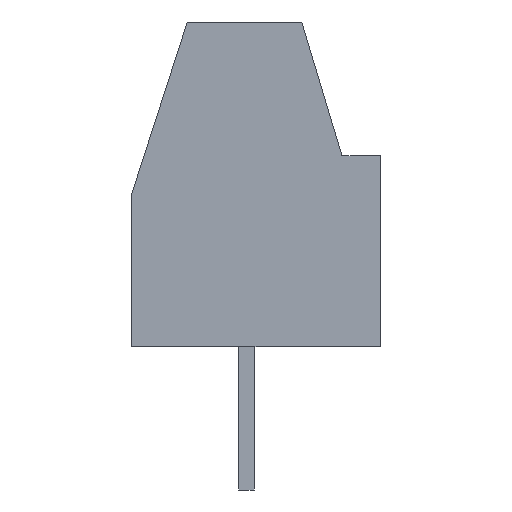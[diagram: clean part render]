
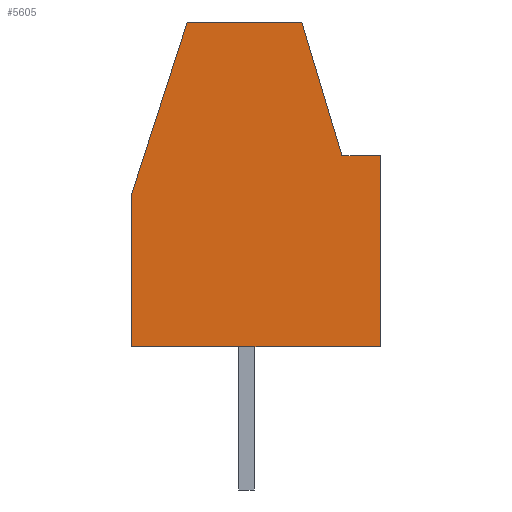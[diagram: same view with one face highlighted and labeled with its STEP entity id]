
A CAD part, left-side view. The second image highlights one B-rep face of the part: STEP entity #5605.
In plain terms, the highlighted planar face has unit normal (-1, 0, 0).
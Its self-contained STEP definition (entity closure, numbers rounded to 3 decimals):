
#4844 = VERTEX_POINT('',#4845);
#4845 = CARTESIAN_POINT('',(0.,-3.5,0.)
  );
#4854 = PLANE('',#4855);
#4855 = AXIS2_PLACEMENT_3D('',#4856,#4857,#4858);
#4856 = CARTESIAN_POINT('',(0.,-3.5,0.));
#4857 = DIRECTION('',(0.,-1.,0.));
#4858 = DIRECTION('',(0.,0.,1.));
#4866 = PLANE('',#4867);
#4867 = AXIS2_PLACEMENT_3D('',#4868,#4869,#4870);
#4868 = CARTESIAN_POINT('',(0.,-3.5,0.));
#4869 = DIRECTION('',(0.,0.,1.));
#4870 = DIRECTION('',(0.,1.,0.));
#4907 = VERTEX_POINT('',#4908);
#4908 = CARTESIAN_POINT('',(0.,-3.5,5.));
#4922 = PLANE('',#4923);
#4923 = AXIS2_PLACEMENT_3D('',#4924,#4925,#4926);
#4924 = CARTESIAN_POINT('',(0.,-3.5,5.));
#4925 = DIRECTION('',(0.,0.,1.));
#4926 = DIRECTION('',(0.,1.,0.));
#4934 = EDGE_CURVE('',#4844,#4907,#4935,.T.);
#4935 = SURFACE_CURVE('',#4936,(#4940,#4947),.PCURVE_S1.);
#4936 = LINE('',#4937,#4938);
#4937 = CARTESIAN_POINT('',(0.,-3.5,0.));
#4938 = VECTOR('',#4939,1.);
#4939 = DIRECTION('',(0.,0.,1.));
#4940 = PCURVE('',#4854,#4941);
#4941 = DEFINITIONAL_REPRESENTATION('',(#4942),#4946);
#4942 = LINE('',#4943,#4944);
#4943 = CARTESIAN_POINT('',(0.,0.));
#4944 = VECTOR('',#4945,1.);
#4945 = DIRECTION('',(1.,0.));
#4946 = ( GEOMETRIC_REPRESENTATION_CONTEXT(2) 
PARAMETRIC_REPRESENTATION_CONTEXT() REPRESENTATION_CONTEXT('2D SPACE',''
  ) );
#4947 = PCURVE('',#4948,#4953);
#4948 = PLANE('',#4949);
#4949 = AXIS2_PLACEMENT_3D('',#4950,#4951,#4952);
#4950 = CARTESIAN_POINT('',(0.,-0.231,
    3.774));
#4951 = DIRECTION('',(1.,0.,0.));
#4952 = DIRECTION('',(0.,0.,1.));
#4953 = DEFINITIONAL_REPRESENTATION('',(#4954),#4958);
#4954 = LINE('',#4955,#4956);
#4955 = CARTESIAN_POINT('',(-3.774,3.269));
#4956 = VECTOR('',#4957,1.);
#4957 = DIRECTION('',(1.,0.));
#4958 = ( GEOMETRIC_REPRESENTATION_CONTEXT(2) 
PARAMETRIC_REPRESENTATION_CONTEXT() REPRESENTATION_CONTEXT('2D SPACE',''
  ) );
#5558 = VERTEX_POINT('',#5559);
#5559 = CARTESIAN_POINT('',(0.,3.,0.));
#5573 = PLANE('',#5574);
#5574 = AXIS2_PLACEMENT_3D('',#5575,#5576,#5577);
#5575 = CARTESIAN_POINT('',(0.,3.,0.)
  );
#5576 = DIRECTION('',(0.,-1.,0.));
#5577 = DIRECTION('',(0.,0.,1.));
#5585 = EDGE_CURVE('',#4844,#5558,#5586,.T.);
#5586 = SURFACE_CURVE('',#5587,(#5591,#5598),.PCURVE_S1.);
#5587 = LINE('',#5588,#5589);
#5588 = CARTESIAN_POINT('',(0.,-3.5,0.));
#5589 = VECTOR('',#5590,1.);
#5590 = DIRECTION('',(0.,1.,0.));
#5591 = PCURVE('',#4866,#5592);
#5592 = DEFINITIONAL_REPRESENTATION('',(#5593),#5597);
#5593 = LINE('',#5594,#5595);
#5594 = CARTESIAN_POINT('',(0.,0.));
#5595 = VECTOR('',#5596,1.);
#5596 = DIRECTION('',(1.,0.));
#5597 = ( GEOMETRIC_REPRESENTATION_CONTEXT(2) 
PARAMETRIC_REPRESENTATION_CONTEXT() REPRESENTATION_CONTEXT('2D SPACE',''
  ) );
#5598 = PCURVE('',#4948,#5599);
#5599 = DEFINITIONAL_REPRESENTATION('',(#5600),#5604);
#5600 = LINE('',#5601,#5602);
#5601 = CARTESIAN_POINT('',(-3.774,3.269));
#5602 = VECTOR('',#5603,1.);
#5603 = DIRECTION('',(0.,-1.));
#5604 = ( GEOMETRIC_REPRESENTATION_CONTEXT(2) 
PARAMETRIC_REPRESENTATION_CONTEXT() REPRESENTATION_CONTEXT('2D SPACE',''
  ) );
#5605 = ADVANCED_FACE('',(#5606),#4948,.F.);
#5606 = FACE_BOUND('',#5607,.F.);
#5607 = EDGE_LOOP('',(#5608,#5609,#5610,#5633,#5661,#5689,#5717));
#5608 = ORIENTED_EDGE('',*,*,#4934,.F.);
#5609 = ORIENTED_EDGE('',*,*,#5585,.T.);
#5610 = ORIENTED_EDGE('',*,*,#5611,.T.);
#5611 = EDGE_CURVE('',#5558,#5612,#5614,.T.);
#5612 = VERTEX_POINT('',#5613);
#5613 = CARTESIAN_POINT('',(0.,3.,4.));
#5614 = SURFACE_CURVE('',#5615,(#5619,#5626),.PCURVE_S1.);
#5615 = LINE('',#5616,#5617);
#5616 = CARTESIAN_POINT('',(0.,3.,0.));
#5617 = VECTOR('',#5618,1.);
#5618 = DIRECTION('',(0.,0.,1.));
#5619 = PCURVE('',#4948,#5620);
#5620 = DEFINITIONAL_REPRESENTATION('',(#5621),#5625);
#5621 = LINE('',#5622,#5623);
#5622 = CARTESIAN_POINT('',(-3.774,-3.231));
#5623 = VECTOR('',#5624,1.);
#5624 = DIRECTION('',(1.,0.));
#5625 = ( GEOMETRIC_REPRESENTATION_CONTEXT(2) 
PARAMETRIC_REPRESENTATION_CONTEXT() REPRESENTATION_CONTEXT('2D SPACE',''
  ) );
#5626 = PCURVE('',#5573,#5627);
#5627 = DEFINITIONAL_REPRESENTATION('',(#5628),#5632);
#5628 = LINE('',#5629,#5630);
#5629 = CARTESIAN_POINT('',(0.,0.));
#5630 = VECTOR('',#5631,1.);
#5631 = DIRECTION('',(1.,0.));
#5632 = ( GEOMETRIC_REPRESENTATION_CONTEXT(2) 
PARAMETRIC_REPRESENTATION_CONTEXT() REPRESENTATION_CONTEXT('2D SPACE',''
  ) );
#5633 = ORIENTED_EDGE('',*,*,#5634,.F.);
#5634 = EDGE_CURVE('',#5635,#5612,#5637,.T.);
#5635 = VERTEX_POINT('',#5636);
#5636 = CARTESIAN_POINT('',(0.,1.551,8.5));
#5637 = SURFACE_CURVE('',#5638,(#5642,#5649),.PCURVE_S1.);
#5638 = LINE('',#5639,#5640);
#5639 = CARTESIAN_POINT('',(0.,1.551,8.5));
#5640 = VECTOR('',#5641,1.);
#5641 = DIRECTION('',(0.,0.307,-0.952)
  );
#5642 = PCURVE('',#4948,#5643);
#5643 = DEFINITIONAL_REPRESENTATION('',(#5644),#5648);
#5644 = LINE('',#5645,#5646);
#5645 = CARTESIAN_POINT('',(4.726,-1.781));
#5646 = VECTOR('',#5647,1.);
#5647 = DIRECTION('',(-0.952,-0.307));
#5648 = ( GEOMETRIC_REPRESENTATION_CONTEXT(2) 
PARAMETRIC_REPRESENTATION_CONTEXT() REPRESENTATION_CONTEXT('2D SPACE',''
  ) );
#5649 = PCURVE('',#5650,#5655);
#5650 = PLANE('',#5651);
#5651 = AXIS2_PLACEMENT_3D('',#5652,#5653,#5654);
#5652 = CARTESIAN_POINT('',(0.,1.551,8.5));
#5653 = DIRECTION('',(0.,0.952,0.307)
  );
#5654 = DIRECTION('',(0.,0.307,-0.952)
  );
#5655 = DEFINITIONAL_REPRESENTATION('',(#5656),#5660);
#5656 = LINE('',#5657,#5658);
#5657 = CARTESIAN_POINT('',(0.,0.));
#5658 = VECTOR('',#5659,1.);
#5659 = DIRECTION('',(1.,0.));
#5660 = ( GEOMETRIC_REPRESENTATION_CONTEXT(2) 
PARAMETRIC_REPRESENTATION_CONTEXT() REPRESENTATION_CONTEXT('2D SPACE',''
  ) );
#5661 = ORIENTED_EDGE('',*,*,#5662,.F.);
#5662 = EDGE_CURVE('',#5663,#5635,#5665,.T.);
#5663 = VERTEX_POINT('',#5664);
#5664 = CARTESIAN_POINT('',(0.,-1.449,8.5));
#5665 = SURFACE_CURVE('',#5666,(#5670,#5677),.PCURVE_S1.);
#5666 = LINE('',#5667,#5668);
#5667 = CARTESIAN_POINT('',(0.,-1.449,8.5));
#5668 = VECTOR('',#5669,1.);
#5669 = DIRECTION('',(0.,1.,0.));
#5670 = PCURVE('',#4948,#5671);
#5671 = DEFINITIONAL_REPRESENTATION('',(#5672),#5676);
#5672 = LINE('',#5673,#5674);
#5673 = CARTESIAN_POINT('',(4.726,1.219));
#5674 = VECTOR('',#5675,1.);
#5675 = DIRECTION('',(0.,-1.));
#5676 = ( GEOMETRIC_REPRESENTATION_CONTEXT(2) 
PARAMETRIC_REPRESENTATION_CONTEXT() REPRESENTATION_CONTEXT('2D SPACE',''
  ) );
#5677 = PCURVE('',#5678,#5683);
#5678 = PLANE('',#5679);
#5679 = AXIS2_PLACEMENT_3D('',#5680,#5681,#5682);
#5680 = CARTESIAN_POINT('',(0.,-1.449,8.5));
#5681 = DIRECTION('',(0.,0.,1.));
#5682 = DIRECTION('',(0.,1.,0.));
#5683 = DEFINITIONAL_REPRESENTATION('',(#5684),#5688);
#5684 = LINE('',#5685,#5686);
#5685 = CARTESIAN_POINT('',(0.,0.));
#5686 = VECTOR('',#5687,1.);
#5687 = DIRECTION('',(1.,0.));
#5688 = ( GEOMETRIC_REPRESENTATION_CONTEXT(2) 
PARAMETRIC_REPRESENTATION_CONTEXT() REPRESENTATION_CONTEXT('2D SPACE',''
  ) );
#5689 = ORIENTED_EDGE('',*,*,#5690,.F.);
#5690 = EDGE_CURVE('',#5691,#5663,#5693,.T.);
#5691 = VERTEX_POINT('',#5692);
#5692 = CARTESIAN_POINT('',(0.,-2.5,5.));
#5693 = SURFACE_CURVE('',#5694,(#5698,#5705),.PCURVE_S1.);
#5694 = LINE('',#5695,#5696);
#5695 = CARTESIAN_POINT('',(0.,-2.5,5.));
#5696 = VECTOR('',#5697,1.);
#5697 = DIRECTION('',(0.,0.288,0.958)
  );
#5698 = PCURVE('',#4948,#5699);
#5699 = DEFINITIONAL_REPRESENTATION('',(#5700),#5704);
#5700 = LINE('',#5701,#5702);
#5701 = CARTESIAN_POINT('',(1.226,2.269));
#5702 = VECTOR('',#5703,1.);
#5703 = DIRECTION('',(0.958,-0.288));
#5704 = ( GEOMETRIC_REPRESENTATION_CONTEXT(2) 
PARAMETRIC_REPRESENTATION_CONTEXT() REPRESENTATION_CONTEXT('2D SPACE',''
  ) );
#5705 = PCURVE('',#5706,#5711);
#5706 = PLANE('',#5707);
#5707 = AXIS2_PLACEMENT_3D('',#5708,#5709,#5710);
#5708 = CARTESIAN_POINT('',(0.,-2.5,5.));
#5709 = DIRECTION('',(0.,-0.958,0.288)
  );
#5710 = DIRECTION('',(0.,0.288,0.958)
  );
#5711 = DEFINITIONAL_REPRESENTATION('',(#5712),#5716);
#5712 = LINE('',#5713,#5714);
#5713 = CARTESIAN_POINT('',(0.,0.));
#5714 = VECTOR('',#5715,1.);
#5715 = DIRECTION('',(1.,0.));
#5716 = ( GEOMETRIC_REPRESENTATION_CONTEXT(2) 
PARAMETRIC_REPRESENTATION_CONTEXT() REPRESENTATION_CONTEXT('2D SPACE',''
  ) );
#5717 = ORIENTED_EDGE('',*,*,#5718,.F.);
#5718 = EDGE_CURVE('',#4907,#5691,#5719,.T.);
#5719 = SURFACE_CURVE('',#5720,(#5724,#5731),.PCURVE_S1.);
#5720 = LINE('',#5721,#5722);
#5721 = CARTESIAN_POINT('',(0.,-3.5,5.));
#5722 = VECTOR('',#5723,1.);
#5723 = DIRECTION('',(0.,1.,0.));
#5724 = PCURVE('',#4948,#5725);
#5725 = DEFINITIONAL_REPRESENTATION('',(#5726),#5730);
#5726 = LINE('',#5727,#5728);
#5727 = CARTESIAN_POINT('',(1.226,3.269));
#5728 = VECTOR('',#5729,1.);
#5729 = DIRECTION('',(0.,-1.));
#5730 = ( GEOMETRIC_REPRESENTATION_CONTEXT(2) 
PARAMETRIC_REPRESENTATION_CONTEXT() REPRESENTATION_CONTEXT('2D SPACE',''
  ) );
#5731 = PCURVE('',#4922,#5732);
#5732 = DEFINITIONAL_REPRESENTATION('',(#5733),#5737);
#5733 = LINE('',#5734,#5735);
#5734 = CARTESIAN_POINT('',(0.,0.));
#5735 = VECTOR('',#5736,1.);
#5736 = DIRECTION('',(1.,0.));
#5737 = ( GEOMETRIC_REPRESENTATION_CONTEXT(2) 
PARAMETRIC_REPRESENTATION_CONTEXT() REPRESENTATION_CONTEXT('2D SPACE',''
  ) );
